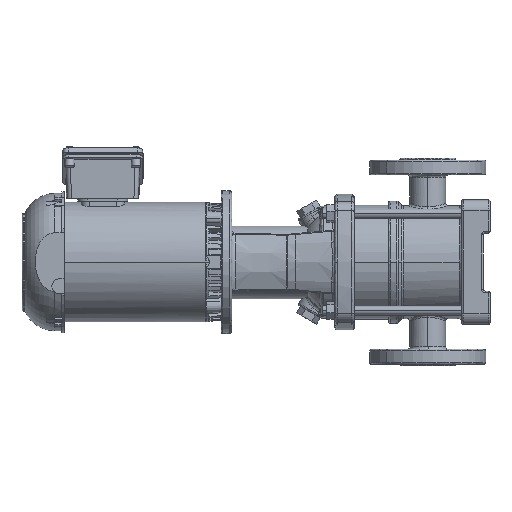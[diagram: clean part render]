
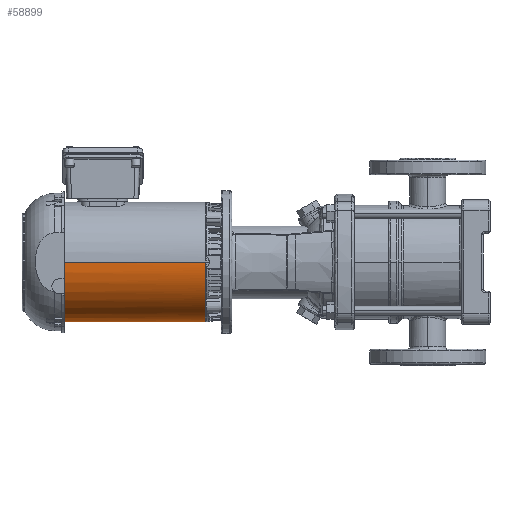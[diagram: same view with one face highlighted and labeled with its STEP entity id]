
A CAD part, left-side view. The second image highlights one B-rep face of the part: STEP entity #58899.
In plain terms, the highlighted cylindrical face has radius 71.875 mm (diameter 143.75 mm), a partial arc.
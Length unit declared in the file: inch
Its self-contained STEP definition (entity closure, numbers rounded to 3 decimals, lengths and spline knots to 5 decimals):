
#2059 = DIRECTION ( 'NONE',  ( -1., 0., 0. ) ) ;
#2378 = EDGE_CURVE ( 'NONE', #9113, #74827, #74891, .T. ) ;
#5390 = AXIS2_PLACEMENT_3D ( 'NONE', #76065, #18235, #93345 ) ;
#7872 = CARTESIAN_POINT ( 'NONE',  ( 0., -2.82972, 0. ) ) ;
#9113 = VERTEX_POINT ( 'NONE', #7872 ) ;
#13351 = ORIENTED_EDGE ( 'NONE', *, *, #2378, .T. ) ;
#18235 = DIRECTION ( 'NONE',  ( -1., 0., 0. ) ) ;
#22568 = CARTESIAN_POINT ( 'NONE',  ( 18.78276, -2.82972, 0. ) ) ;
#33146 = CYLINDRICAL_SURFACE ( 'NONE', #38061, 2.82972 ) ;
#33391 = CIRCLE ( 'NONE', #46045, 2.82972 ) ;
#37423 = ORIENTED_EDGE ( 'NONE', *, *, #64925, .F. ) ;
#38061 = AXIS2_PLACEMENT_3D ( 'NONE', #40088, #79039, #93426 ) ;
#39577 = VERTEX_POINT ( 'NONE', #64128 ) ;
#40081 = EDGE_CURVE ( 'NONE', #39577, #74768, #54446, .T. ) ;
#40088 = CARTESIAN_POINT ( 'NONE',  ( 18.78276, 0., 0. ) ) ;
#43849 = EDGE_CURVE ( 'NONE', #39577, #9113, #33391, .T. ) ;
#46045 = AXIS2_PLACEMENT_3D ( 'NONE', #54296, #46885, #76967 ) ;
#46885 = DIRECTION ( 'NONE',  ( -1., 0., 0. ) ) ;
#47303 = VECTOR ( 'NONE', #2059, 39.37008 ) ;
#47983 = FACE_OUTER_BOUND ( 'NONE', #94259, .T. ) ;
#54296 = CARTESIAN_POINT ( 'NONE',  ( 0., 0., 0. ) ) ;
#54446 = LINE ( 'NONE', #62343, #47303 ) ;
#58899 = ADVANCED_FACE ( 'NONE', ( #47983 ), #33146, .T. ) ;
#59630 = DIRECTION ( 'NONE',  ( -1., 0., 0. ) ) ;
#62343 = CARTESIAN_POINT ( 'NONE',  ( 18.78276, 0., -2.82972 ) ) ;
#64128 = CARTESIAN_POINT ( 'NONE',  ( 0., 0., -2.82972 ) ) ;
#64925 = EDGE_CURVE ( 'NONE', #74768, #74827, #74766, .T. ) ;
#65885 = CARTESIAN_POINT ( 'NONE',  ( -6.69291, 0., -2.82972 ) ) ;
#66284 = ORIENTED_EDGE ( 'NONE', *, *, #40081, .F. ) ;
#72773 = ORIENTED_EDGE ( 'NONE', *, *, #43849, .T. ) ;
#74332 = VECTOR ( 'NONE', #59630, 39.37008 ) ;
#74766 = CIRCLE ( 'NONE', #5390, 2.82972 ) ;
#74768 = VERTEX_POINT ( 'NONE', #65885 ) ;
#74827 = VERTEX_POINT ( 'NONE', #96503 ) ;
#74891 = LINE ( 'NONE', #22568, #74332 ) ;
#76065 = CARTESIAN_POINT ( 'NONE',  ( -6.69291, 0., 0. ) ) ;
#76967 = DIRECTION ( 'NONE',  ( 0., 0., 1. ) ) ;
#79039 = DIRECTION ( 'NONE',  ( -1., 0., 0. ) ) ;
#93345 = DIRECTION ( 'NONE',  ( 0., 0., 1. ) ) ;
#93426 = DIRECTION ( 'NONE',  ( 0., 0., 1. ) ) ;
#94259 = EDGE_LOOP ( 'NONE', ( #66284, #72773, #13351, #37423 ) ) ;
#96503 = CARTESIAN_POINT ( 'NONE',  ( -6.69291, -2.82972, 0. ) ) ;
